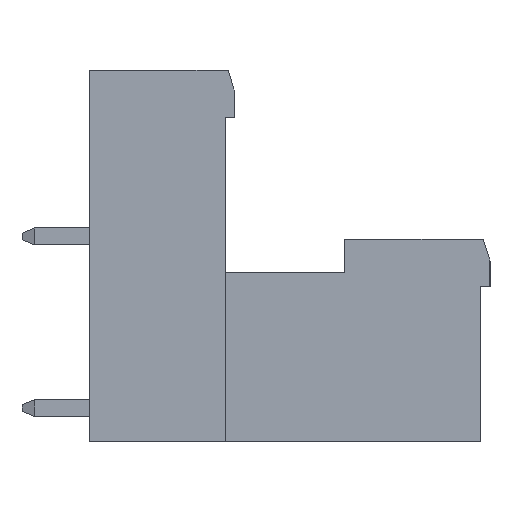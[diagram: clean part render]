
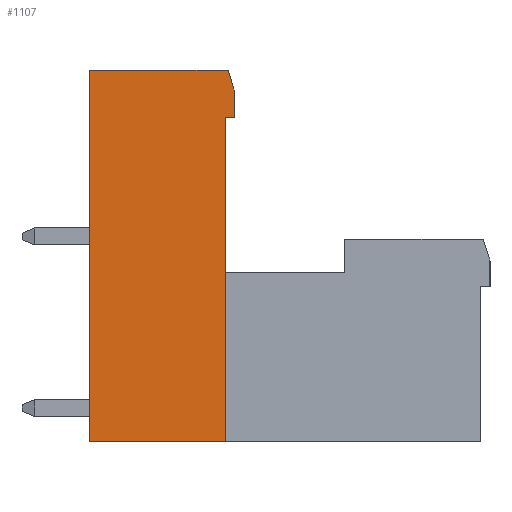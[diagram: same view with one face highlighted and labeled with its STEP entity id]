
A CAD part, left-side view. The second image highlights one B-rep face of the part: STEP entity #1107.
In plain terms, the highlighted planar face has unit normal (-1, 0, 0).
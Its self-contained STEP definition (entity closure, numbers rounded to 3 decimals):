
#1107 = ADVANCED_FACE( '', ( #2697 ), #2698, .T. );
#2697 = FACE_OUTER_BOUND( '', #4927, .T. );
#2698 = PLANE( '', #4928 );
#4927 = EDGE_LOOP( '', ( #7599, #7600, #7601, #7602, #7603, #7604, #7605 ) );
#4928 = AXIS2_PLACEMENT_3D( '', #7606, #7607, #7608 );
#7599 = ORIENTED_EDGE( '', *, *, #13713, .F. );
#7600 = ORIENTED_EDGE( '', *, *, #14138, .T. );
#7601 = ORIENTED_EDGE( '', *, *, #14139, .T. );
#7602 = ORIENTED_EDGE( '', *, *, #14140, .T. );
#7603 = ORIENTED_EDGE( '', *, *, #14141, .F. );
#7604 = ORIENTED_EDGE( '', *, *, #13762, .T. );
#7605 = ORIENTED_EDGE( '', *, *, #14142, .T. );
#7606 = CARTESIAN_POINT( '', ( -25.4, -4.3, 11. ) );
#7607 = DIRECTION( '', ( -1., 0., 0. ) );
#7608 = DIRECTION( '', ( 0., 0., 1. ) );
#13713 = EDGE_CURVE( '', #16421, #16423, #16424, .T. );
#13762 = EDGE_CURVE( '', #16519, #16517, #16520, .T. );
#14138 = EDGE_CURVE( '', #16421, #17191, #17192, .T. );
#14139 = EDGE_CURVE( '', #17191, #17193, #17194, .T. );
#14140 = EDGE_CURVE( '', #17193, #17195, #17196, .T. );
#14141 = EDGE_CURVE( '', #16519, #17195, #17197, .T. );
#14142 = EDGE_CURVE( '', #16517, #16423, #17198, .T. );
#16421 = VERTEX_POINT( '', #20452 );
#16423 = VERTEX_POINT( '', #20455 );
#16424 = LINE( '', #20456, #20457 );
#16517 = VERTEX_POINT( '', #20591 );
#16519 = VERTEX_POINT( '', #20594 );
#16520 = LINE( '', #20595, #20596 );
#17191 = VERTEX_POINT( '', #21661 );
#17192 = LINE( '', #21662, #21663 );
#17193 = VERTEX_POINT( '', #21664 );
#17194 = LINE( '', #21665, #21666 );
#17195 = VERTEX_POINT( '', #21667 );
#17196 = LINE( '', #21668, #21669 );
#17197 = LINE( '', #21670, #21671 );
#17198 = LINE( '', #21672, #21673 );
#20452 = CARTESIAN_POINT( '', ( -25.4, -4.3, 9.7 ) );
#20455 = CARTESIAN_POINT( '', ( -25.4, -4.3, 8.2 ) );
#20456 = CARTESIAN_POINT( '', ( -25.4, -4.3, 11. ) );
#20457 = VECTOR( '', #26408, 1000. );
#20591 = CARTESIAN_POINT( '', ( -25.4, -3.75, 8.2 ) );
#20594 = CARTESIAN_POINT( '', ( -25.4, -3.75, -11. ) );
#20595 = CARTESIAN_POINT( '', ( -25.4, -3.75, -1. ) );
#20596 = VECTOR( '', #26463, 1000. );
#21661 = CARTESIAN_POINT( '', ( -25.4, -3.9, 11. ) );
#21662 = CARTESIAN_POINT( '', ( -25.4, -3.935, 10.888 ) );
#21663 = VECTOR( '', #26828, 1000. );
#21664 = CARTESIAN_POINT( '', ( -25.4, 4.3, 11. ) );
#21665 = CARTESIAN_POINT( '', ( -25.4, -4.3, 11. ) );
#21666 = VECTOR( '', #26829, 1000. );
#21667 = CARTESIAN_POINT( '', ( -25.4, 4.3, -11. ) );
#21668 = CARTESIAN_POINT( '', ( -25.4, 4.3, 11. ) );
#21669 = VECTOR( '', #26830, 1000. );
#21670 = CARTESIAN_POINT( '', ( -25.4, -4.3, -11. ) );
#21671 = VECTOR( '', #26831, 1000. );
#21672 = CARTESIAN_POINT( '', ( -25.4, -3.75, 8.2 ) );
#21673 = VECTOR( '', #26832, 1000. );
#26408 = DIRECTION( '', ( 0., 0., -1. ) );
#26463 = DIRECTION( '', ( 0., 0., 1. ) );
#26828 = DIRECTION( '', ( 0., 0.294, 0.956 ) );
#26829 = DIRECTION( '', ( 0., 1., 0. ) );
#26830 = DIRECTION( '', ( 0., 0., -1. ) );
#26831 = DIRECTION( '', ( 0., 1., 0. ) );
#26832 = DIRECTION( '', ( 0., -1., 0. ) );
